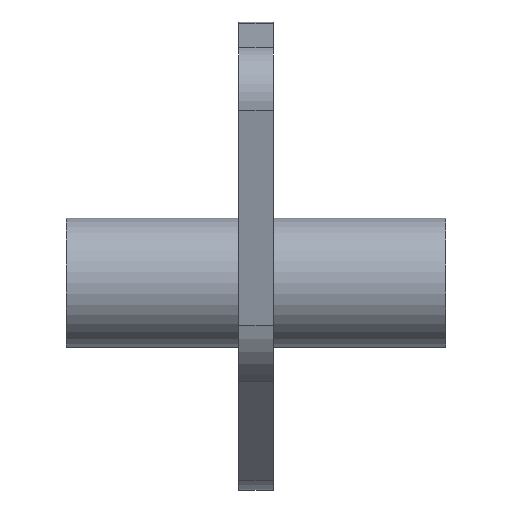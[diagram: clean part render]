
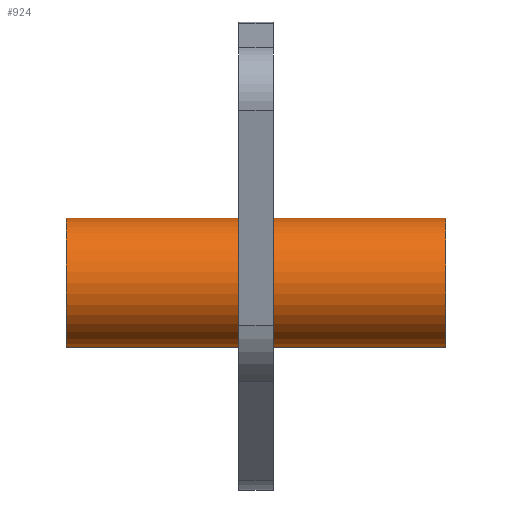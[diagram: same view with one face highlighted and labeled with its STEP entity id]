
A CAD part, front view. The second image highlights one B-rep face of the part: STEP entity #924.
In plain terms, the highlighted cylindrical face has radius 7.5 mm (diameter 15 mm), a partial arc.
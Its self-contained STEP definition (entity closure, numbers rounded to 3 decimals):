
#11 = DIRECTION ( 'NONE',  ( 0., 0., 1. ) ) ;
#34 = CARTESIAN_POINT ( 'NONE',  ( 22., 0., 0. ) ) ;
#45 = ORIENTED_EDGE ( 'NONE', *, *, #838, .F. ) ;
#69 = EDGE_CURVE ( 'NONE', #695, #388, #201, .T. ) ;
#80 = VECTOR ( 'NONE', #980, 1000. ) ;
#106 = CARTESIAN_POINT ( 'NONE',  ( -22., 0., -7.5 ) ) ;
#124 = CARTESIAN_POINT ( 'NONE',  ( -22., 0., 7.5 ) ) ;
#140 = LINE ( 'NONE', #878, #80 ) ;
#171 = DIRECTION ( 'NONE',  ( -1., 0., 0. ) ) ;
#201 = CIRCLE ( 'NONE', #347, 7.5 ) ;
#208 = ORIENTED_EDGE ( 'NONE', *, *, #370, .T. ) ;
#223 = DIRECTION ( 'NONE',  ( -1., 0., 0. ) ) ;
#315 = ORIENTED_EDGE ( 'NONE', *, *, #411, .T. ) ;
#336 = CYLINDRICAL_SURFACE ( 'NONE', #525, 7.5 ) ;
#347 = AXIS2_PLACEMENT_3D ( 'NONE', #828, #171, #764 ) ;
#370 = EDGE_CURVE ( 'NONE', #648, #1072, #1021, .T. ) ;
#388 = VERTEX_POINT ( 'NONE', #124 ) ;
#411 = EDGE_CURVE ( 'NONE', #1072, #388, #140, .T. ) ;
#451 = AXIS2_PLACEMENT_3D ( 'NONE', #34, #223, #646 ) ;
#483 = CARTESIAN_POINT ( 'NONE',  ( 22., 0., -7.5 ) ) ;
#490 = DIRECTION ( 'NONE',  ( -1., 0., 0. ) ) ;
#525 = AXIS2_PLACEMENT_3D ( 'NONE', #672, #949, #11 ) ;
#567 = CARTESIAN_POINT ( 'NONE',  ( 22., 0., 7.5 ) ) ;
#598 = LINE ( 'NONE', #919, #1000 ) ;
#616 = ORIENTED_EDGE ( 'NONE', *, *, #69, .F. ) ;
#641 = EDGE_LOOP ( 'NONE', ( #45, #208, #315, #616 ) ) ;
#646 = DIRECTION ( 'NONE',  ( 0., 0., 1. ) ) ;
#648 = VERTEX_POINT ( 'NONE', #483 ) ;
#672 = CARTESIAN_POINT ( 'NONE',  ( -22.946, 0., 0. ) ) ;
#695 = VERTEX_POINT ( 'NONE', #106 ) ;
#756 = FACE_OUTER_BOUND ( 'NONE', #641, .T. ) ;
#764 = DIRECTION ( 'NONE',  ( 0., 0., 1. ) ) ;
#828 = CARTESIAN_POINT ( 'NONE',  ( -22., 0., 0. ) ) ;
#838 = EDGE_CURVE ( 'NONE', #648, #695, #598, .T. ) ;
#878 = CARTESIAN_POINT ( 'NONE',  ( -22.946, 0., 7.5 ) ) ;
#919 = CARTESIAN_POINT ( 'NONE',  ( -22.946, 0., -7.5 ) ) ;
#924 = ADVANCED_FACE ( 'NONE', ( #756 ), #336, .T. ) ;
#949 = DIRECTION ( 'NONE',  ( -1., 0., 0. ) ) ;
#980 = DIRECTION ( 'NONE',  ( -1., 0., 0. ) ) ;
#1000 = VECTOR ( 'NONE', #490, 1000. ) ;
#1021 = CIRCLE ( 'NONE', #451, 7.5 ) ;
#1072 = VERTEX_POINT ( 'NONE', #567 ) ;
